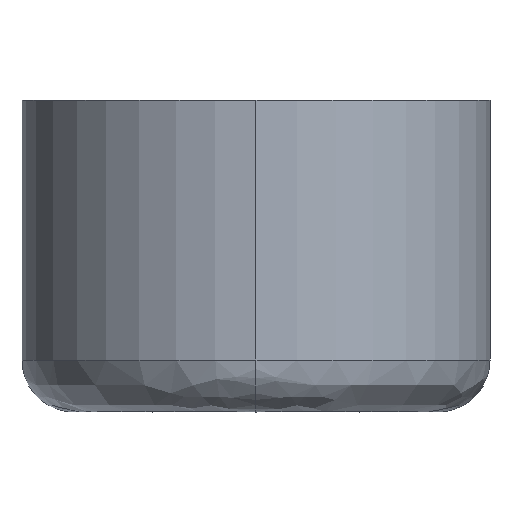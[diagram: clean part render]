
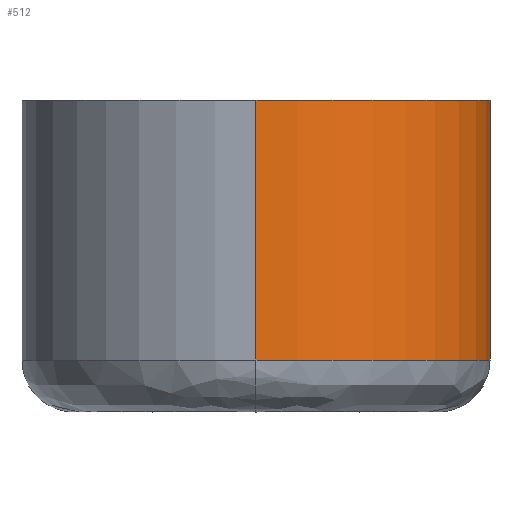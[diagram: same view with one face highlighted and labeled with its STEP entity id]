
A CAD part, left-side view. The second image highlights one B-rep face of the part: STEP entity #512.
In plain terms, the highlighted cylindrical face has radius 4.5 mm (diameter 9 mm), a partial arc.
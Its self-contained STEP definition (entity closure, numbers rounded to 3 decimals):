
#24 = DIRECTION ( 'NONE',  ( 0., 0., -1. ) ) ;
#25 = CARTESIAN_POINT ( 'NONE',  ( -2., -0.728, 6. ) ) ;
#37 = VERTEX_POINT ( 'NONE', #778 ) ;
#40 = EDGE_LOOP ( 'NONE', ( #1374, #1179, #263, #260 ) ) ;
#226 = CIRCLE ( 'NONE', #998, 4.5 ) ;
#260 = ORIENTED_EDGE ( 'NONE', *, *, #370, .T. ) ;
#263 = ORIENTED_EDGE ( 'NONE', *, *, #1284, .F. ) ;
#306 = DIRECTION ( 'NONE',  ( 0., 0., -1. ) ) ;
#370 = EDGE_CURVE ( 'NONE', #837, #511, #739, .T. ) ;
#373 = CARTESIAN_POINT ( 'NONE',  ( -2., -5.228, 6. ) ) ;
#511 = VERTEX_POINT ( 'NONE', #762 ) ;
#512 = ADVANCED_FACE ( 'NONE', ( #912 ), #1352, .T. ) ;
#549 = DIRECTION ( 'NONE',  ( -1., 0., 0. ) ) ;
#665 = DIRECTION ( 'NONE',  ( 0., 0., -1. ) ) ;
#739 = LINE ( 'NONE', #373, #1035 ) ;
#746 = CARTESIAN_POINT ( 'NONE',  ( -6.5, -0.728, 6. ) ) ;
#760 = AXIS2_PLACEMENT_3D ( 'NONE', #25, #665, #549 ) ;
#761 = CARTESIAN_POINT ( 'NONE',  ( -2., -5.228, 1. ) ) ;
#762 = CARTESIAN_POINT ( 'NONE',  ( -2., -5.228, 6. ) ) ;
#778 = CARTESIAN_POINT ( 'NONE',  ( -6.5, -0.728, 1. ) ) ;
#837 = VERTEX_POINT ( 'NONE', #761 ) ;
#865 = CARTESIAN_POINT ( 'NONE',  ( -6.5, -0.728, 6. ) ) ;
#867 = VERTEX_POINT ( 'NONE', #746 ) ;
#907 = DIRECTION ( 'NONE',  ( 0., 0., 1. ) ) ;
#912 = FACE_OUTER_BOUND ( 'NONE', #40, .T. ) ;
#936 = DIRECTION ( 'NONE',  ( -1., 0., 0. ) ) ;
#998 = AXIS2_PLACEMENT_3D ( 'NONE', #1162, #1282, #1276 ) ;
#1035 = VECTOR ( 'NONE', #907, 1000. ) ;
#1070 = CIRCLE ( 'NONE', #1234, 4.5 ) ;
#1142 = VECTOR ( 'NONE', #24, 1000. ) ;
#1144 = EDGE_CURVE ( 'NONE', #511, #867, #226, .T. ) ;
#1152 = CARTESIAN_POINT ( 'NONE',  ( -2., -0.728, 1. ) ) ;
#1162 = CARTESIAN_POINT ( 'NONE',  ( -2., -0.728, 6. ) ) ;
#1179 = ORIENTED_EDGE ( 'NONE', *, *, #1253, .T. ) ;
#1234 = AXIS2_PLACEMENT_3D ( 'NONE', #1152, #306, #936 ) ;
#1253 = EDGE_CURVE ( 'NONE', #867, #37, #1293, .T. ) ;
#1276 = DIRECTION ( 'NONE',  ( -1., 0., 0. ) ) ;
#1282 = DIRECTION ( 'NONE',  ( 0., 0., -1. ) ) ;
#1284 = EDGE_CURVE ( 'NONE', #837, #37, #1070, .T. ) ;
#1293 = LINE ( 'NONE', #865, #1142 ) ;
#1352 = CYLINDRICAL_SURFACE ( 'NONE', #760, 4.5 ) ;
#1374 = ORIENTED_EDGE ( 'NONE', *, *, #1144, .T. ) ;
